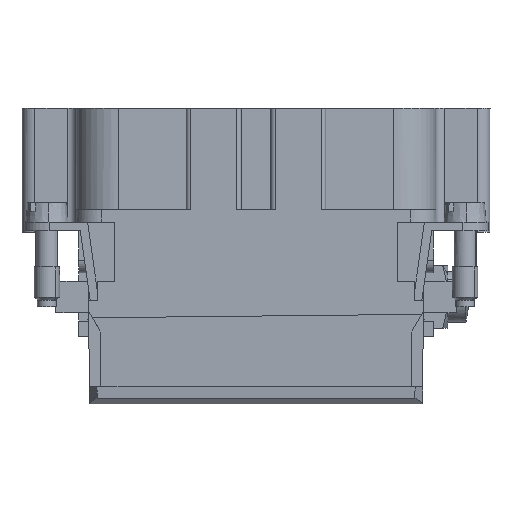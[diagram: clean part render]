
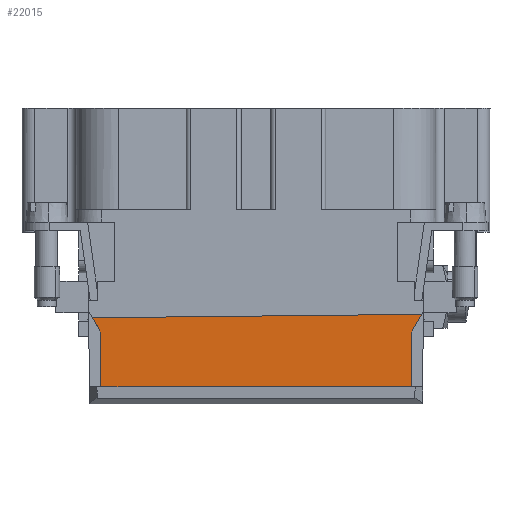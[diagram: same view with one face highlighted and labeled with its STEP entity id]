
A CAD part, left-side view. The second image highlights one B-rep face of the part: STEP entity #22015.
In plain terms, the highlighted planar face has unit normal (-1, 0, -0.018).
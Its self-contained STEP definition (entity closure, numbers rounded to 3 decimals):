
#21998=AXIS2_PLACEMENT_3D('Plane Axis2P3D',#21995,#21996,#21997) ;
#3167=CARTESIAN_POINT('Vertex',(0.007,47.078,10.196)) ;
#3170=CARTESIAN_POINT('Line Origine',(0.,44.94,10.214)) ;
#3174=CARTESIAN_POINT('Vertex',(0.,42.801,10.233)) ;
#3178=CARTESIAN_POINT('Control Point',(0.,8.092,10.593)) ;
#3179=CARTESIAN_POINT('Control Point',(0.,15.035,10.593)) ;
#3180=CARTESIAN_POINT('Control Point',(0.,21.977,10.485)) ;
#3181=CARTESIAN_POINT('Control Point',(0.,28.917,10.341)) ;
#3182=CARTESIAN_POINT('Control Point',(0.,35.859,10.233)) ;
#3183=CARTESIAN_POINT('Control Point',(0.,42.801,10.233)) ;
#3184=CARTESIAN_POINT('Vertex',(0.,8.092,10.593)) ;
#3317=CARTESIAN_POINT('Line Origine',(0.022,46.589,9.349)) ;
#3321=CARTESIAN_POINT('Vertex',(0.037,46.1,8.502)) ;
#3379=CARTESIAN_POINT('Vertex',(0.15,46.1,2.012)) ;
#3386=CARTESIAN_POINT('Vertex',(0.149,46.525,2.008)) ;
#3389=CARTESIAN_POINT('Line Origine',(0.15,46.312,2.01)) ;
#6131=CARTESIAN_POINT('Line Origine',(0.093,46.1,5.257)) ;
#18184=CARTESIAN_POINT('Line Origine',(0.093,9.3,5.251)) ;
#18188=CARTESIAN_POINT('Vertex',(0.037,9.3,8.502)) ;
#18190=CARTESIAN_POINT('Vertex',(0.15,9.3,2.)) ;
#21528=CARTESIAN_POINT('Line Origine',(0.15,27.912,2.)) ;
#21995=CARTESIAN_POINT('Axis2P3D Location',(0.075,27.7,6.297)) ;
#22000=CARTESIAN_POINT('Line Origine',(0.018,8.696,9.548)) ;
#3171=DIRECTION('Vector Direction',(0.,-1.,0.009)) ;
#3318=DIRECTION('Vector Direction',(0.015,-0.5,-0.866)) ;
#3390=DIRECTION('Vector Direction',(0.,-1.,0.009)) ;
#6132=DIRECTION('Vector Direction',(-0.017,0.,1.)) ;
#18185=DIRECTION('Vector Direction',(0.017,0.,-1.)) ;
#21529=DIRECTION('Vector Direction',(0.,-1.,0.)) ;
#21996=DIRECTION('Axis2P3D Direction',(-1.,0.,-0.017)) ;
#21997=DIRECTION('Axis2P3D XDirection',(0.017,0.,-1.)) ;
#22001=DIRECTION('Vector Direction',(0.015,0.5,-0.866)) ;
#3172=VECTOR('Line Direction',#3171,1.) ;
#3319=VECTOR('Line Direction',#3318,1.) ;
#3391=VECTOR('Line Direction',#3390,1.) ;
#6133=VECTOR('Line Direction',#6132,1.) ;
#18186=VECTOR('Line Direction',#18185,1.) ;
#21530=VECTOR('Line Direction',#21529,1.) ;
#22002=VECTOR('Line Direction',#22001,1.) ;
#22006=ORIENTED_EDGE('',*,*,#3323,.T.) ;
#22007=ORIENTED_EDGE('',*,*,#6135,.F.) ;
#22008=ORIENTED_EDGE('',*,*,#3393,.F.) ;
#22009=ORIENTED_EDGE('',*,*,#21532,.T.) ;
#22010=ORIENTED_EDGE('',*,*,#18192,.F.) ;
#22011=ORIENTED_EDGE('',*,*,#22004,.F.) ;
#22012=ORIENTED_EDGE('',*,*,#3186,.T.) ;
#22013=ORIENTED_EDGE('',*,*,#3176,.F.) ;
#22015=ADVANCED_FACE('Hauptk\X2\00F6\X0\rper',(#22014),#21999,.T.) ;
#3177=B_SPLINE_CURVE_WITH_KNOTS('',5,(#3178,#3179,#3180,#3181,#3182,#3183),.UNSPECIFIED.,.F.,.U.,(6,6),(0.,49.091),.UNSPECIFIED.) ;
#3176=EDGE_CURVE('',#3168,#3175,#3173,.T.) ;
#3186=EDGE_CURVE('',#3185,#3175,#3177,.T.) ;
#3323=EDGE_CURVE('',#3168,#3322,#3320,.T.) ;
#3393=EDGE_CURVE('',#3387,#3380,#3392,.T.) ;
#6135=EDGE_CURVE('',#3380,#3322,#6134,.T.) ;
#18192=EDGE_CURVE('',#18189,#18191,#18187,.T.) ;
#21532=EDGE_CURVE('',#3387,#18191,#21531,.T.) ;
#22004=EDGE_CURVE('',#3185,#18189,#22003,.T.) ;
#22005=EDGE_LOOP('',(#22006,#22007,#22008,#22009,#22010,#22011,#22012,#22013)) ;
#22014=FACE_OUTER_BOUND('',#22005,.T.) ;
#3173=LINE('Line',#3170,#3172) ;
#3320=LINE('Line',#3317,#3319) ;
#3392=LINE('Line',#3389,#3391) ;
#6134=LINE('Line',#6131,#6133) ;
#18187=LINE('Line',#18184,#18186) ;
#21531=LINE('Line',#21528,#21530) ;
#22003=LINE('Line',#22000,#22002) ;
#21999=PLANE('',#21998) ;
#3168=VERTEX_POINT('',#3167) ;
#3175=VERTEX_POINT('',#3174) ;
#3185=VERTEX_POINT('',#3184) ;
#3322=VERTEX_POINT('',#3321) ;
#3380=VERTEX_POINT('',#3379) ;
#3387=VERTEX_POINT('',#3386) ;
#18189=VERTEX_POINT('',#18188) ;
#18191=VERTEX_POINT('',#18190) ;
